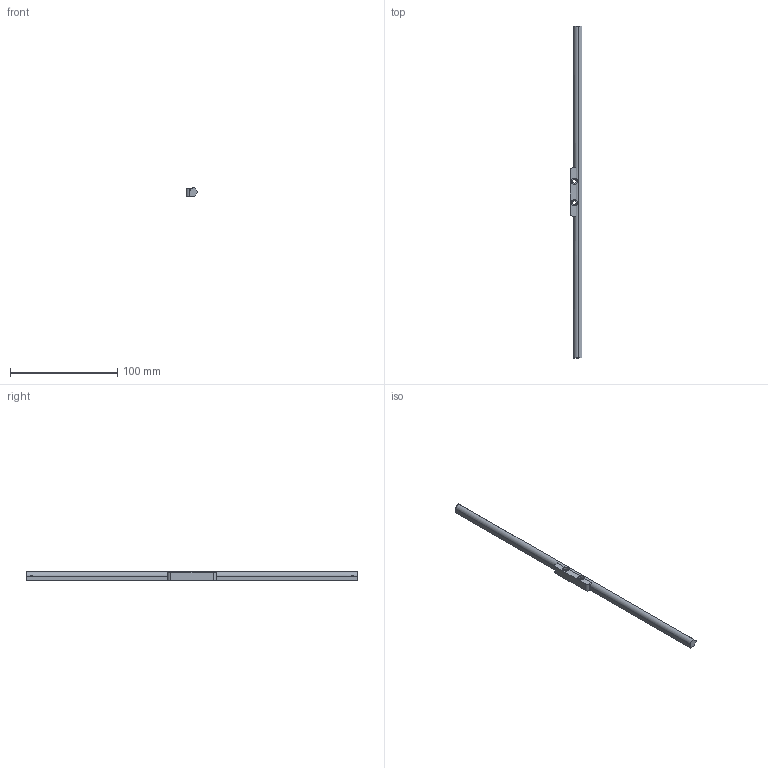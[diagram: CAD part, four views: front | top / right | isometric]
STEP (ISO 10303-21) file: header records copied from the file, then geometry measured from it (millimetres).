
FILE_DESCRIPTION(('FreeCAD Model'),'2;1');
FILE_NAME('Open CASCADE Shape Model','2025-11-27T08:32:52',(''),(''), 'Open CASCADE STEP processor 7.9','FreeCAD','Unknown');
FILE_SCHEMA(('AUTOMOTIVE_DESIGN { 1 0 10303 214 1 1 1 1 }'));
Length unit declared in the file: millimetre
Products named in the file (1): Rack
Bounding box: 11 x 310 x 8 mm (x, y, z)
Volume: 14705.9 mm3; surface area: 8558.8 mm2
Topology: 1 solids, 1 shells, 25 faces, 83 edges, 56 vertices
Faces by surface type: plane 13, cylinder 12
Full cylindrical faces by diameter (mm): 1.5 x2, 3.4 x2, 6.1 x2
Entity records: 1177 total; most frequent: CARTESIAN_POINT 399, ORIENTED_EDGE 166, DIRECTION 157, EDGE_CURVE 83, AXIS2_PLACEMENT_3D 58, VERTEX_POINT 56, LINE 41, VECTOR 41
